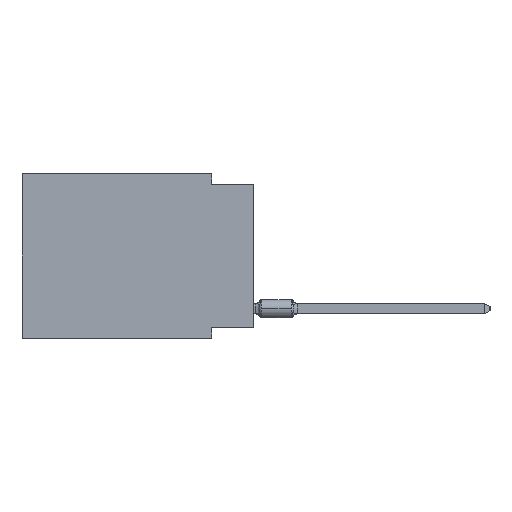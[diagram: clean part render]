
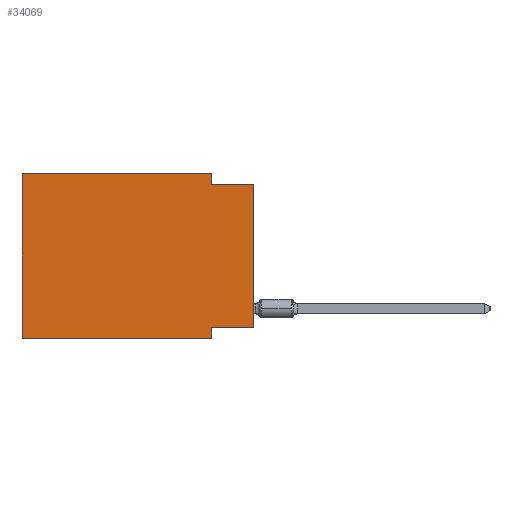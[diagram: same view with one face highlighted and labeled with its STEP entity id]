
A CAD part, left-side view. The second image highlights one B-rep face of the part: STEP entity #34069.
In plain terms, the highlighted planar face has unit normal (-1, 0, 0).
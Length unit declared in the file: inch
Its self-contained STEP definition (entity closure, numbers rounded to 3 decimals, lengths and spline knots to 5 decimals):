
#804 = CARTESIAN_POINT ( 'NONE',  ( 0., 0.1, -0.39 ) ) ;
#1185 = CARTESIAN_POINT ( 'NONE',  ( 0., 0.1, 0. ) ) ;
#2528 = ORIENTED_EDGE ( 'NONE', *, *, #13668, .F. ) ;
#2890 = DIRECTION ( 'NONE',  ( 0., 0., -1. ) ) ;
#3162 = CARTESIAN_POINT ( 'NONE',  ( 0., 0.55, 0. ) ) ;
#3638 = VECTOR ( 'NONE', #15351, 39.37008 ) ;
#4177 = EDGE_CURVE ( 'NONE', #9418, #33393, #28735, .T. ) ;
#4545 = DIRECTION ( 'NONE',  ( 0., 1., 0. ) ) ;
#4552 = LINE ( 'NONE', #1185, #26828 ) ;
#4900 = DIRECTION ( 'NONE',  ( 0., 0., -1. ) ) ;
#5233 = DIRECTION ( 'NONE',  ( 0., 0., 1. ) ) ;
#6021 = VECTOR ( 'NONE', #4545, 39.37008 ) ;
#7209 = DIRECTION ( 'NONE',  ( 0., -1., 0. ) ) ;
#7535 = EDGE_CURVE ( 'NONE', #12656, #42579, #37719, .T. ) ;
#9190 = LINE ( 'NONE', #36720, #43848 ) ;
#9418 = VERTEX_POINT ( 'NONE', #20059 ) ;
#10383 = CARTESIAN_POINT ( 'NONE',  ( 0., 0., -0.365 ) ) ;
#10869 = DIRECTION ( 'NONE',  ( 0., 0., 1. ) ) ;
#10920 = VECTOR ( 'NONE', #17476, 39.37008 ) ;
#11395 = FACE_OUTER_BOUND ( 'NONE', #31875, .T. ) ;
#11588 = ORIENTED_EDGE ( 'NONE', *, *, #7535, .F. ) ;
#12656 = VERTEX_POINT ( 'NONE', #42071 ) ;
#12867 = CARTESIAN_POINT ( 'NONE',  ( 0., 0.1, 0. ) ) ;
#13668 = EDGE_CURVE ( 'NONE', #33393, #34593, #37888, .T. ) ;
#14030 = VERTEX_POINT ( 'NONE', #804 ) ;
#15351 = DIRECTION ( 'NONE',  ( 0., -1., 0. ) ) ;
#17476 = DIRECTION ( 'NONE',  ( 0., -1., 0. ) ) ;
#19052 = ORIENTED_EDGE ( 'NONE', *, *, #38977, .F. ) ;
#20059 = CARTESIAN_POINT ( 'NONE',  ( 0., 0.55, -0.39 ) ) ;
#21090 = ORIENTED_EDGE ( 'NONE', *, *, #34534, .T. ) ;
#21458 = CARTESIAN_POINT ( 'NONE',  ( 0., 0.55, 0. ) ) ;
#22302 = CARTESIAN_POINT ( 'NONE',  ( 0., 0.55, -0.39 ) ) ;
#22909 = CARTESIAN_POINT ( 'NONE',  ( 0., 0.55, 0. ) ) ;
#24294 = ORIENTED_EDGE ( 'NONE', *, *, #29536, .F. ) ;
#24526 = LINE ( 'NONE', #34614, #25245 ) ;
#25056 = PLANE ( 'NONE',  #25775 ) ;
#25138 = VECTOR ( 'NONE', #5233, 39.37008 ) ;
#25245 = VECTOR ( 'NONE', #10869, 39.37008 ) ;
#25775 = AXIS2_PLACEMENT_3D ( 'NONE', #21458, #42530, #4900 ) ;
#26418 = CARTESIAN_POINT ( 'NONE',  ( 0., 0.1, -0.365 ) ) ;
#26828 = VECTOR ( 'NONE', #31426, 39.37008 ) ;
#26879 = EDGE_CURVE ( 'NONE', #12656, #41160, #24526, .T. ) ;
#27121 = CARTESIAN_POINT ( 'NONE',  ( 0., 0.1, -0.025 ) ) ;
#28391 = ORIENTED_EDGE ( 'NONE', *, *, #38731, .F. ) ;
#28735 = LINE ( 'NONE', #43084, #25138 ) ;
#29536 = EDGE_CURVE ( 'NONE', #34593, #32343, #4552, .T. ) ;
#31426 = DIRECTION ( 'NONE',  ( 0., 0., -1. ) ) ;
#31875 = EDGE_LOOP ( 'NONE', ( #40880, #28391, #24294, #2528, #35302, #21090, #19052, #11588 ) ) ;
#32343 = VERTEX_POINT ( 'NONE', #27121 ) ;
#33393 = VERTEX_POINT ( 'NONE', #22909 ) ;
#34069 = ADVANCED_FACE ( 'NONE', ( #11395 ), #25056, .F. ) ;
#34534 = EDGE_CURVE ( 'NONE', #9418, #14030, #36633, .T. ) ;
#34593 = VERTEX_POINT ( 'NONE', #12867 ) ;
#34614 = CARTESIAN_POINT ( 'NONE',  ( 0., 0., 0. ) ) ;
#35302 = ORIENTED_EDGE ( 'NONE', *, *, #4177, .F. ) ;
#36633 = LINE ( 'NONE', #22302, #3638 ) ;
#36720 = CARTESIAN_POINT ( 'NONE',  ( 0., 0.1, -0.39 ) ) ;
#37719 = LINE ( 'NONE', #10383, #6021 ) ;
#37888 = LINE ( 'NONE', #3162, #39695 ) ;
#38731 = EDGE_CURVE ( 'NONE', #32343, #41160, #41910, .T. ) ;
#38977 = EDGE_CURVE ( 'NONE', #42579, #14030, #9190, .T. ) ;
#39695 = VECTOR ( 'NONE', #7209, 39.37008 ) ;
#40880 = ORIENTED_EDGE ( 'NONE', *, *, #26879, .T. ) ;
#41015 = CARTESIAN_POINT ( 'NONE',  ( 0., 0., -0.025 ) ) ;
#41160 = VERTEX_POINT ( 'NONE', #42288 ) ;
#41910 = LINE ( 'NONE', #41015, #10920 ) ;
#42071 = CARTESIAN_POINT ( 'NONE',  ( 0., 0., -0.365 ) ) ;
#42288 = CARTESIAN_POINT ( 'NONE',  ( 0., 0., -0.025 ) ) ;
#42530 = DIRECTION ( 'NONE',  ( 1., 0., 0. ) ) ;
#42579 = VERTEX_POINT ( 'NONE', #26418 ) ;
#43084 = CARTESIAN_POINT ( 'NONE',  ( 0., 0.55, 0. ) ) ;
#43848 = VECTOR ( 'NONE', #2890, 39.37008 ) ;
